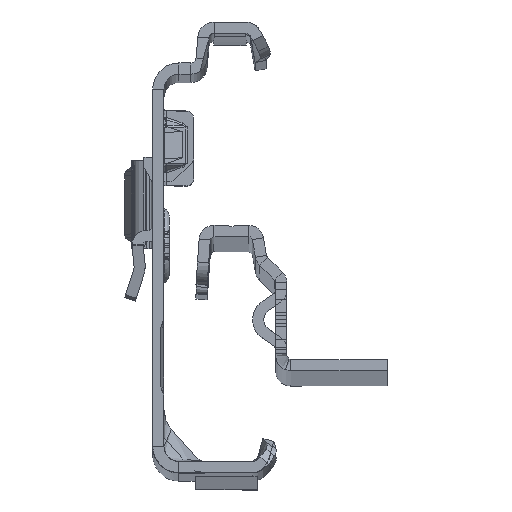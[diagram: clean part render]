
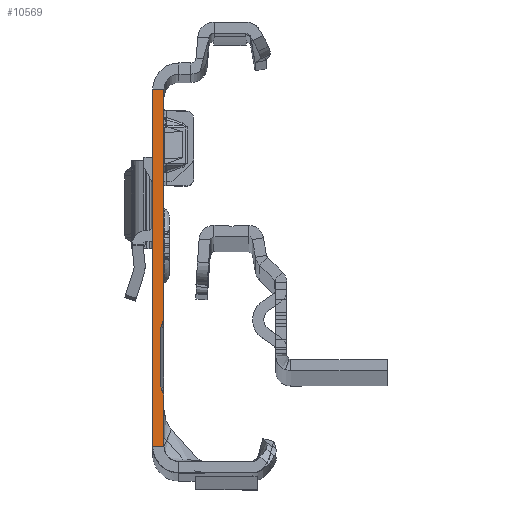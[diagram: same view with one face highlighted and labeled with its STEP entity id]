
A CAD part, top view. The second image highlights one B-rep face of the part: STEP entity #10569.
In plain terms, the highlighted planar face has unit normal (0, 0, 1).
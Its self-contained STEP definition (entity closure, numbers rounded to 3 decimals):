
#99 = LINE ( 'NONE', #15028, #5761 ) ;
#798 = CARTESIAN_POINT ( 'NONE',  ( -2.5, -19.499, 0. ) ) ;
#1356 = CIRCLE ( 'NONE', #15162, 2.5 ) ;
#1431 = VERTEX_POINT ( 'NONE', #25497 ) ;
#1558 = ORIENTED_EDGE ( 'NONE', *, *, #13000, .F. ) ;
#1744 = CARTESIAN_POINT ( 'NONE',  ( -0.234, -18.442, 0. ) ) ;
#2169 = DIRECTION ( 'NONE',  ( -1., 0., 0. ) ) ;
#3531 = DIRECTION ( 'NONE',  ( 0., 0., 1. ) ) ;
#3623 = CARTESIAN_POINT ( 'NONE',  ( -1.5, -25.865, 0. ) ) ;
#3731 = DIRECTION ( 'NONE',  ( 0., -1., 0. ) ) ;
#3749 = DIRECTION ( 'NONE',  ( 1., 0., 0. ) ) ;
#4016 = CARTESIAN_POINT ( 'NONE',  ( -0.234, -9.288, 0. ) ) ;
#4087 = DIRECTION ( 'NONE',  ( 0., -1., 0. ) ) ;
#4195 = DIRECTION ( 'NONE',  ( 0., -1., 0. ) ) ;
#4224 = CARTESIAN_POINT ( 'NONE',  ( -0.4, -9.865, 0. ) ) ;
#4709 = ORIENTED_EDGE ( 'NONE', *, *, #14985, .T. ) ;
#5111 = VERTEX_POINT ( 'NONE', #15696 ) ;
#5114 = LINE ( 'NONE', #15179, #20988 ) ;
#5305 = EDGE_CURVE ( 'NONE', #23164, #23958, #8315, .T. ) ;
#5316 = VERTEX_POINT ( 'NONE', #14583 ) ;
#5377 = EDGE_CURVE ( 'NONE', #5111, #5316, #1356, .T. ) ;
#5761 = VECTOR ( 'NONE', #8480, 1000. ) ;
#5822 = LINE ( 'NONE', #26629, #26124 ) ;
#5849 = EDGE_CURVE ( 'NONE', #18236, #21149, #16774, .T. ) ;
#6688 = VERTEX_POINT ( 'NONE', #27567 ) ;
#7159 = ORIENTED_EDGE ( 'NONE', *, *, #22004, .F. ) ;
#7254 = AXIS2_PLACEMENT_3D ( 'NONE', #10303, #7933, #3749 ) ;
#7933 = DIRECTION ( 'NONE',  ( 0., 0., 1. ) ) ;
#7977 = CARTESIAN_POINT ( 'NONE',  ( 0.6, -9.865, 0. ) ) ;
#8025 = CARTESIAN_POINT ( 'NONE',  ( -2.5, -8.231, 0. ) ) ;
#8143 = CIRCLE ( 'NONE', #7254, 1. ) ;
#8315 = LINE ( 'NONE', #1744, #18274 ) ;
#8434 = CARTESIAN_POINT ( 'NONE',  ( -1.5, 24.135, 0. ) ) ;
#8480 = DIRECTION ( 'NONE',  ( -1., 0., 0. ) ) ;
#9444 = DIRECTION ( 'NONE',  ( 1., 0., 0. ) ) ;
#9901 = AXIS2_PLACEMENT_3D ( 'NONE', #7977, #3531, #24454 ) ;
#10262 = DIRECTION ( 'NONE',  ( 0.423, -0.906, 0. ) ) ;
#10303 = CARTESIAN_POINT ( 'NONE',  ( 0.6, -17.865, 0. ) ) ;
#10525 = PLANE ( 'NONE',  #26158 ) ;
#10569 = ADVANCED_FACE ( 'NONE', ( #12749 ), #10525, .T. ) ;
#10717 = ORIENTED_EDGE ( 'NONE', *, *, #5849, .F. ) ;
#11100 = VECTOR ( 'NONE', #14321, 1000. ) ;
#12454 = CARTESIAN_POINT ( 'NONE',  ( 0., 22.135, 0. ) ) ;
#12749 = FACE_OUTER_BOUND ( 'NONE', #18071, .T. ) ;
#13000 = EDGE_CURVE ( 'NONE', #5316, #6688, #24940, .T. ) ;
#13039 = EDGE_CURVE ( 'NONE', #23702, #23762, #99, .T. ) ;
#13615 = DIRECTION ( 'NONE',  ( 0., -1., 0. ) ) ;
#14321 = DIRECTION ( 'NONE',  ( -0.423, -0.906, 0. ) ) ;
#14583 = CARTESIAN_POINT ( 'NONE',  ( -0.234, -9.288, 0. ) ) ;
#14907 = CARTESIAN_POINT ( 'NONE',  ( -0.234, -18.442, 0. ) ) ;
#14985 = EDGE_CURVE ( 'NONE', #17228, #24841, #24115, .T. ) ;
#15028 = CARTESIAN_POINT ( 'NONE',  ( 0., -25.865, 0. ) ) ;
#15162 = AXIS2_PLACEMENT_3D ( 'NONE', #8025, #17231, #2169 ) ;
#15179 = CARTESIAN_POINT ( 'NONE',  ( 0., 24.135, 0. ) ) ;
#15426 = EDGE_CURVE ( 'NONE', #17228, #5111, #5114, .T. ) ;
#15696 = CARTESIAN_POINT ( 'NONE',  ( 0., -8.231, 0. ) ) ;
#15771 = ORIENTED_EDGE ( 'NONE', *, *, #5377, .F. ) ;
#16308 = CARTESIAN_POINT ( 'NONE',  ( 0., -25.865, 0. ) ) ;
#16644 = DIRECTION ( 'NONE',  ( 0., -1., 0. ) ) ;
#16774 = LINE ( 'NONE', #4224, #21042 ) ;
#16793 = DIRECTION ( 'NONE',  ( 0., 0., 1. ) ) ;
#17228 = VERTEX_POINT ( 'NONE', #18713 ) ;
#17231 = DIRECTION ( 'NONE',  ( 0., 0., -1. ) ) ;
#17349 = ORIENTED_EDGE ( 'NONE', *, *, #25741, .F. ) ;
#18071 = EDGE_LOOP ( 'NONE', ( #15771, #19797, #4709, #18231, #22069, #17349, #19974, #25531, #7159, #10717, #26691, #1558 ) ) ;
#18108 = EDGE_CURVE ( 'NONE', #6688, #18236, #26382, .T. ) ;
#18231 = ORIENTED_EDGE ( 'NONE', *, *, #22372, .T. ) ;
#18236 = VERTEX_POINT ( 'NONE', #27511 ) ;
#18274 = VECTOR ( 'NONE', #10262, 1000. ) ;
#18713 = CARTESIAN_POINT ( 'NONE',  ( 0., 22.135, 0. ) ) ;
#18984 = LINE ( 'NONE', #27215, #22415 ) ;
#19775 = CIRCLE ( 'NONE', #21994, 2.5 ) ;
#19797 = ORIENTED_EDGE ( 'NONE', *, *, #15426, .F. ) ;
#19822 = EDGE_CURVE ( 'NONE', #23958, #1431, #19775, .T. ) ;
#19974 = ORIENTED_EDGE ( 'NONE', *, *, #19822, .F. ) ;
#20950 = DIRECTION ( 'NONE',  ( -1., 0., 0. ) ) ;
#20988 = VECTOR ( 'NONE', #13615, 1000. ) ;
#21042 = VECTOR ( 'NONE', #4087, 1000. ) ;
#21149 = VERTEX_POINT ( 'NONE', #21298 ) ;
#21298 = CARTESIAN_POINT ( 'NONE',  ( -0.4, -17.865, 0. ) ) ;
#21994 = AXIS2_PLACEMENT_3D ( 'NONE', #798, #26326, #9444 ) ;
#22004 = EDGE_CURVE ( 'NONE', #21149, #23164, #8143, .T. ) ;
#22069 = ORIENTED_EDGE ( 'NONE', *, *, #13039, .F. ) ;
#22372 = EDGE_CURVE ( 'NONE', #24841, #23762, #18984, .T. ) ;
#22415 = VECTOR ( 'NONE', #4195, 1000. ) ;
#23109 = CARTESIAN_POINT ( 'NONE',  ( -0.306, -18.288, 0. ) ) ;
#23164 = VERTEX_POINT ( 'NONE', #23109 ) ;
#23702 = VERTEX_POINT ( 'NONE', #16308 ) ;
#23762 = VERTEX_POINT ( 'NONE', #3623 ) ;
#23958 = VERTEX_POINT ( 'NONE', #14907 ) ;
#24115 = LINE ( 'NONE', #12454, #25447 ) ;
#24454 = DIRECTION ( 'NONE',  ( -1., 0., 0. ) ) ;
#24841 = VERTEX_POINT ( 'NONE', #25986 ) ;
#24940 = LINE ( 'NONE', #4016, #11100 ) ;
#25447 = VECTOR ( 'NONE', #20950, 1000. ) ;
#25497 = CARTESIAN_POINT ( 'NONE',  ( 0., -19.499, 0. ) ) ;
#25531 = ORIENTED_EDGE ( 'NONE', *, *, #5305, .F. ) ;
#25741 = EDGE_CURVE ( 'NONE', #1431, #23702, #5822, .T. ) ;
#25986 = CARTESIAN_POINT ( 'NONE',  ( -1.5, 22.135, 0. ) ) ;
#26124 = VECTOR ( 'NONE', #3731, 1000. ) ;
#26158 = AXIS2_PLACEMENT_3D ( 'NONE', #8434, #16793, #16644 ) ;
#26326 = DIRECTION ( 'NONE',  ( 0., 0., -1. ) ) ;
#26382 = CIRCLE ( 'NONE', #9901, 1. ) ;
#26629 = CARTESIAN_POINT ( 'NONE',  ( 0., 24.135, 0. ) ) ;
#26691 = ORIENTED_EDGE ( 'NONE', *, *, #18108, .F. ) ;
#27215 = CARTESIAN_POINT ( 'NONE',  ( -1.5, 24.135, 0. ) ) ;
#27511 = CARTESIAN_POINT ( 'NONE',  ( -0.4, -9.865, 0. ) ) ;
#27567 = CARTESIAN_POINT ( 'NONE',  ( -0.306, -9.443, 0. ) ) ;
